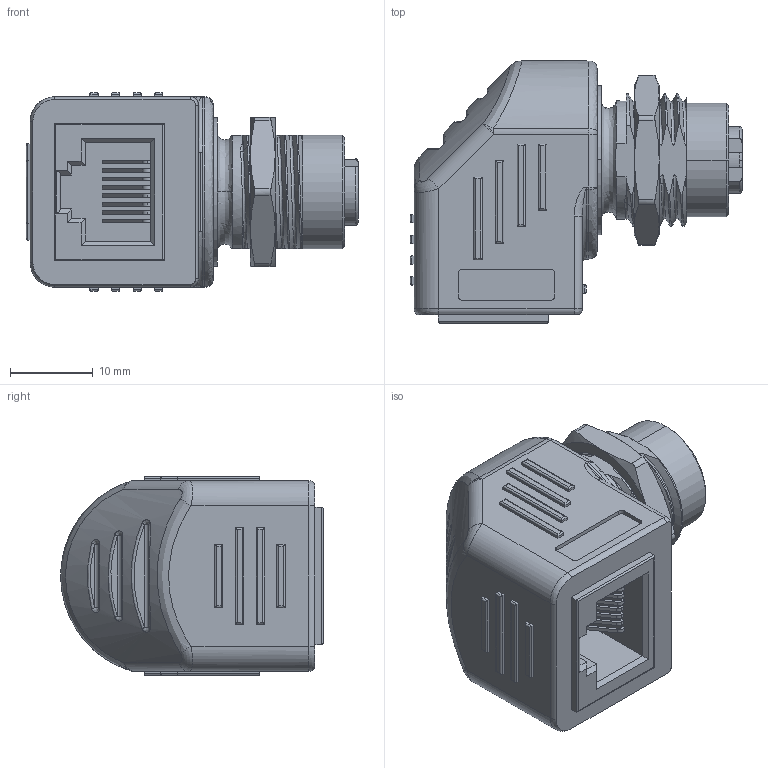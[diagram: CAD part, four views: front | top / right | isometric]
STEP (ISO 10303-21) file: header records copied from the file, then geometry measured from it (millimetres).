
FILE_DESCRIPTION (( 'STEP AP214' ), '1' );
FILE_NAME ('7000-44681-0000000.step', '2017-08-16T13:39:01', ( '' ), ( '' ), 'SwSTEP 2.0', 'SolidWorks 2017', '' );
FILE_SCHEMA (( 'AUTOMOTIVE_DESIGN' ));
Length unit declared in the file: inch
Products named in the file (1): 7000-44681-0000000
Bounding box: 40.1 x 31.69 x 24 mm (x, y, z)
Volume: 14011 mm3; surface area: 6572.7 mm2
Topology: 2 solids, 2 shells, 552 faces, 1400 edges, 881 vertices
Faces by surface type: cylinder 210, plane 207, bspline 107, cone 26, torus 2
Entity records: 34123 total; most frequent: CARTESIAN_POINT 21964, ORIENTED_EDGE 2796, DIRECTION 2061, EDGE_CURVE 1398, VERTEX_POINT 881, AXIS2_PLACEMENT_3D 696, VECTOR 669, LINE 669
